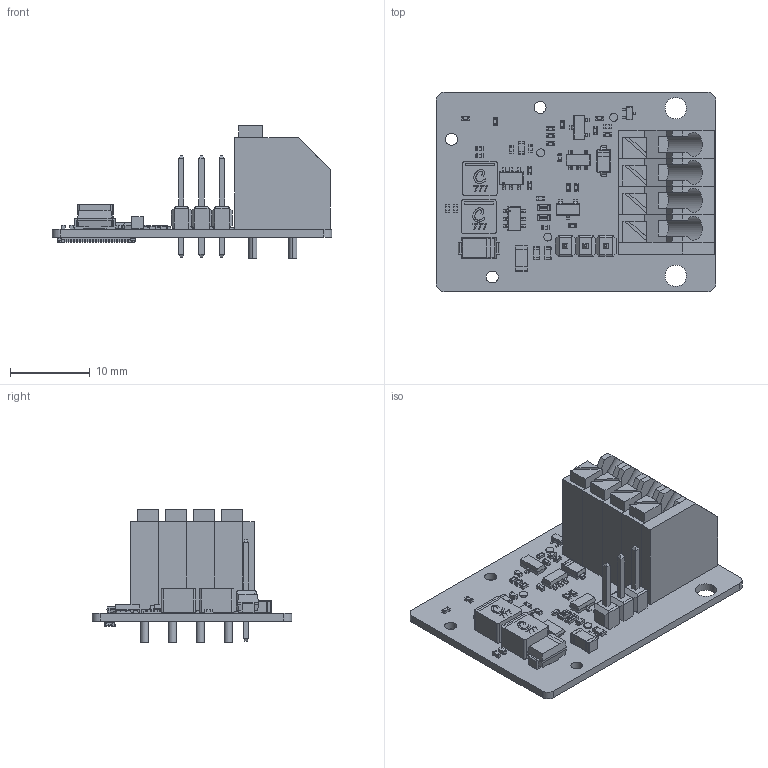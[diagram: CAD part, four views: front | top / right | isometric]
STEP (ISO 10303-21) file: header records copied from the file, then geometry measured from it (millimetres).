
FILE_DESCRIPTION(/* description */ ('PCB Design'),/* implementation_level */ '2;1');
FILE_NAME(/* name */ 'RAK13010_VB_2022_0426_4_3D',/* time_stamp */ '2022-07-30T01:30:59+08:00',/* author */ (''),/* organization */ (''),/* preprocessor_version */ 'ST-DEVELOPER v16',/* originating_system */ 'allegro_17.4S012',/* authorisation */ '');
FILE_SCHEMA (('AUTOMOTIVE_DESIGN { 1 0 10303 214 3 1 1 }'));
Products named in the file (38): RAK13010_VB_2022_0426_4_3D; BOARD_OUTLINE; COMPONENTS; SC0402; SR0603; SIP-3P; BTB40_2X20_4MM_M; SR0402; TSOT23-6; TSOT-23; SOT23-5; 3PSOT118X55G; SOT-523; SC0603; SC1206; SL4030; SOD-123; SD1811A; TEST_POINT; 4PIN_PUSH; CAP-SM-MLCC-0402[1005]; User Library-Rchip; holder; User Library-1x3 TH Pitch 2_54mm; pin; BTB40-2X20-4MM-M; RES-SM-CHIP; User Library-TSOT-23; CircuitWorks-SOT-23-5; CircuitWorks-SOT-23; User Library-SOT-523; CAP-SM-MLCC-0603[1608]; CAP-SM-MLCC-1206[3216]; Coilcraft-XFL4030; CB208DC1-AC5F-49DD-A2EB-DB9F0C5E17E6; TEST-POINT-SM; GSL002B-3_5-04P
Assembly tree (69 placements, depth 5):
  RAK13010_VB_2022_0426_4_3D
    BOARD_OUTLINE
    COMPONENTS
      SC0402  x9
        CAP-SM-MLCC-0402[1005]
      SR0603  x2
        User Library-Rchip
      SIP-3P
        User Library-1x3 TH Pitch 2_54mm
          holder
          pin  x3
      BTB40_2X20_4MM_M
        BTB40-2X20-4MM-M
      SR0402  x15
        RES-SM-CHIP
      TSOT23-6
        User Library-TSOT-23
      TSOT-23
        User Library-TSOT-23
      SOT23-5
        CircuitWorks-SOT-23-5
      3PSOT118X55G  x2
        CircuitWorks-SOT-23
      SOT-523
        User Library-SOT-523
      SC0603  x3
        CAP-SM-MLCC-0603[1608]
      SC1206
        CAP-SM-MLCC-1206[3216]
      SL4030  x2
        Coilcraft-XFL4030
      SOD-123
        SOD-123
      SD1811A
        CB208DC1-AC5F-49DD-A2EB-DB9F0C5E17E6
      TEST_POINT  x3
        TEST-POINT-SM
      4PIN_PUSH
        GSL002B-3_5-04P
Bounding box: 35 x 25 x 16.65 mm (x, y, z)
Volume: 1993.6 mm3; surface area: 5022.4 mm2
Topology: 59 solids, 60 shells, 4231 faces, 10467 edges, 6253 vertices
Faces by surface type: plane 2192, cylinder 1367, torus 352, bspline 320
Full cylindrical faces by diameter (mm): 0.15 x1, 0.2 x1, 1 x3
Entity records: 84290 total; most frequent: CARTESIAN_POINT 17258, ORIENTED_EDGE 11544, DIRECTION 10790, EDGE_CURVE 5785, VECTOR 4359, LINE 4359, VERTEX_POINT 3650, AXIS2_PLACEMENT_3D 3369
